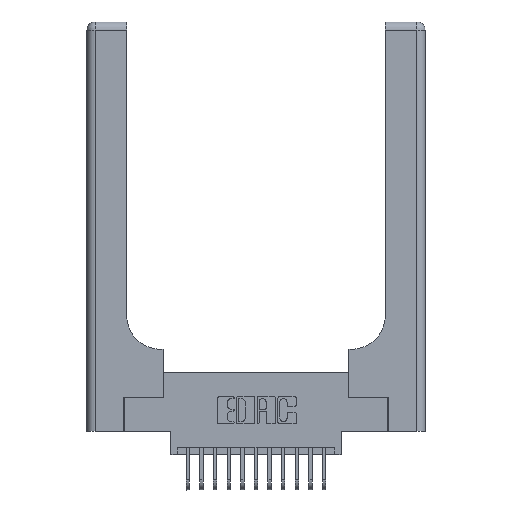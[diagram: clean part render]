
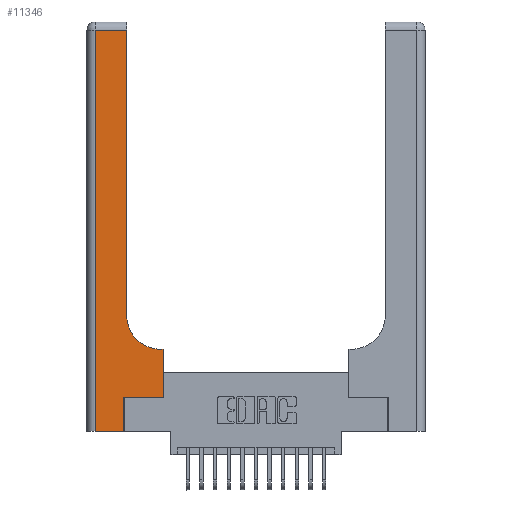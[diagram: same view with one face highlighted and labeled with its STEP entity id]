
A CAD part, top view. The second image highlights one B-rep face of the part: STEP entity #11346.
In plain terms, the highlighted planar face has unit normal (0, 0, 1).
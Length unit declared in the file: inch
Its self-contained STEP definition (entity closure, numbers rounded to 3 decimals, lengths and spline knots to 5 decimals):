
#289 = LINE ( 'NONE', #9053, #7236 ) ;
#615 = LINE ( 'NONE', #2675, #4301 ) ;
#1182 = AXIS2_PLACEMENT_3D ( 'NONE', #5888, #15505, #7290 ) ;
#1978 = EDGE_CURVE ( 'NONE', #5072, #13865, #15892, .T. ) ;
#2354 = DIRECTION ( 'NONE',  ( 1., 0., 0. ) ) ;
#2372 = DIRECTION ( 'NONE',  ( 0., 0., -1. ) ) ;
#2376 = CARTESIAN_POINT ( 'NONE',  ( 0.5415, 0.85, 0.37 ) ) ;
#2675 = CARTESIAN_POINT ( 'NONE',  ( 0.06, 3., 0.37 ) ) ;
#2916 = EDGE_LOOP ( 'NONE', ( #9952, #12739, #4190, #11113, #7714, #9475, #14171, #12719, #4090 ) ) ;
#3494 = DIRECTION ( 'NONE',  ( 0., 1., 0. ) ) ;
#3692 = CARTESIAN_POINT ( 'NONE',  ( 0.2915, 0.85, 0.37 ) ) ;
#4090 = ORIENTED_EDGE ( 'NONE', *, *, #1978, .T. ) ;
#4143 = CARTESIAN_POINT ( 'NONE',  ( 0.2915, 2.94, 0.37 ) ) ;
#4190 = ORIENTED_EDGE ( 'NONE', *, *, #8040, .T. ) ;
#4301 = VECTOR ( 'NONE', #11020, 39.37008 ) ;
#4505 = DIRECTION ( 'NONE',  ( 0., 1., 0. ) ) ;
#4566 = VERTEX_POINT ( 'NONE', #5335 ) ;
#5072 = VERTEX_POINT ( 'NONE', #7245 ) ;
#5173 = CARTESIAN_POINT ( 'NONE',  ( 0.5585, 0.6, 0.37 ) ) ;
#5230 = LINE ( 'NONE', #12618, #12145 ) ;
#5335 = CARTESIAN_POINT ( 'NONE',  ( 0.269, 0., 0.37 ) ) ;
#5545 = EDGE_CURVE ( 'NONE', #13865, #16042, #7010, .T. ) ;
#5781 = LINE ( 'NONE', #8022, #9091 ) ;
#5888 = CARTESIAN_POINT ( 'NONE',  ( 0., 3., 0.37 ) ) ;
#6471 = EDGE_CURVE ( 'NONE', #16042, #12952, #10658, .T. ) ;
#6563 = VECTOR ( 'NONE', #4505, 39.37008 ) ;
#7010 = LINE ( 'NONE', #16844, #6563 ) ;
#7113 = VERTEX_POINT ( 'NONE', #5173 ) ;
#7236 = VECTOR ( 'NONE', #3494, 39.37008 ) ;
#7245 = CARTESIAN_POINT ( 'NONE',  ( 0.5415, 0.6, 0.37 ) ) ;
#7290 = DIRECTION ( 'NONE',  ( -1., 0., 0. ) ) ;
#7714 = ORIENTED_EDGE ( 'NONE', *, *, #10250, .T. ) ;
#7812 = CARTESIAN_POINT ( 'NONE',  ( 0.06, 0., 0.37 ) ) ;
#8022 = CARTESIAN_POINT ( 'NONE',  ( 0.269, 0.25, 0.37 ) ) ;
#8040 = EDGE_CURVE ( 'NONE', #12952, #14508, #615, .T. ) ;
#8187 = LINE ( 'NONE', #13990, #15037 ) ;
#8330 = CARTESIAN_POINT ( 'NONE',  ( 0.5585, 0.25, 0.37 ) ) ;
#8591 = FACE_OUTER_BOUND ( 'NONE', #2916, .T. ) ;
#9053 = CARTESIAN_POINT ( 'NONE',  ( 0.5585, 0.25, 0.37 ) ) ;
#9091 = VECTOR ( 'NONE', #9423, 39.37008 ) ;
#9185 = CARTESIAN_POINT ( 'NONE',  ( 0., 2.94, 0.37 ) ) ;
#9198 = EDGE_CURVE ( 'NONE', #10372, #9344, #5781, .T. ) ;
#9339 = CARTESIAN_POINT ( 'NONE',  ( 0.269, 0.25, 0.37 ) ) ;
#9344 = VERTEX_POINT ( 'NONE', #8330 ) ;
#9423 = DIRECTION ( 'NONE',  ( 1., 0., 0. ) ) ;
#9475 = ORIENTED_EDGE ( 'NONE', *, *, #9198, .T. ) ;
#9952 = ORIENTED_EDGE ( 'NONE', *, *, #5545, .T. ) ;
#9953 = EDGE_CURVE ( 'NONE', #7113, #5072, #8187, .T. ) ;
#10247 = VECTOR ( 'NONE', #14588, 39.37008 ) ;
#10250 = EDGE_CURVE ( 'NONE', #4566, #10372, #10761, .T. ) ;
#10372 = VERTEX_POINT ( 'NONE', #9339 ) ;
#10482 = DIRECTION ( 'NONE',  ( 0., 1., 0. ) ) ;
#10658 = LINE ( 'NONE', #9185, #10247 ) ;
#10729 = AXIS2_PLACEMENT_3D ( 'NONE', #2376, #2372, #2354 ) ;
#10761 = LINE ( 'NONE', #11844, #17593 ) ;
#11020 = DIRECTION ( 'NONE',  ( 0., -1., 0. ) ) ;
#11113 = ORIENTED_EDGE ( 'NONE', *, *, #15804, .T. ) ;
#11346 = ADVANCED_FACE ( 'NONE', ( #8591 ), #12767, .F. ) ;
#11844 = CARTESIAN_POINT ( 'NONE',  ( 0.269, 0., 0.37 ) ) ;
#12145 = VECTOR ( 'NONE', #15351, 39.37008 ) ;
#12617 = DIRECTION ( 'NONE',  ( -1., 0., 0. ) ) ;
#12618 = CARTESIAN_POINT ( 'NONE',  ( 0., 0., 0.37 ) ) ;
#12710 = CARTESIAN_POINT ( 'NONE',  ( 0.06, 2.94, 0.37 ) ) ;
#12719 = ORIENTED_EDGE ( 'NONE', *, *, #9953, .T. ) ;
#12739 = ORIENTED_EDGE ( 'NONE', *, *, #6471, .T. ) ;
#12767 = PLANE ( 'NONE',  #1182 ) ;
#12952 = VERTEX_POINT ( 'NONE', #12710 ) ;
#13865 = VERTEX_POINT ( 'NONE', #3692 ) ;
#13990 = CARTESIAN_POINT ( 'NONE',  ( 0.2915, 0.6, 0.37 ) ) ;
#14171 = ORIENTED_EDGE ( 'NONE', *, *, #14426, .T. ) ;
#14426 = EDGE_CURVE ( 'NONE', #9344, #7113, #289, .T. ) ;
#14508 = VERTEX_POINT ( 'NONE', #7812 ) ;
#14588 = DIRECTION ( 'NONE',  ( -1., 0., 0. ) ) ;
#15037 = VECTOR ( 'NONE', #12617, 39.37008 ) ;
#15351 = DIRECTION ( 'NONE',  ( 1., 0., 0. ) ) ;
#15505 = DIRECTION ( 'NONE',  ( 0., 0., -1. ) ) ;
#15804 = EDGE_CURVE ( 'NONE', #14508, #4566, #5230, .T. ) ;
#15892 = CIRCLE ( 'NONE', #10729, 0.25 ) ;
#16042 = VERTEX_POINT ( 'NONE', #4143 ) ;
#16844 = CARTESIAN_POINT ( 'NONE',  ( 0.2915, 3., 0.37 ) ) ;
#17593 = VECTOR ( 'NONE', #10482, 39.37008 ) ;
